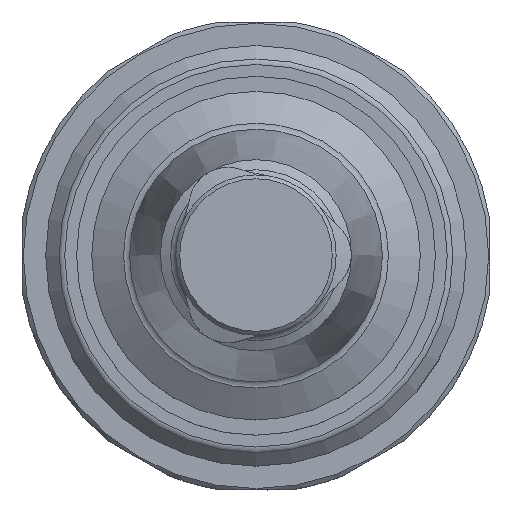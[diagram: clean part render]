
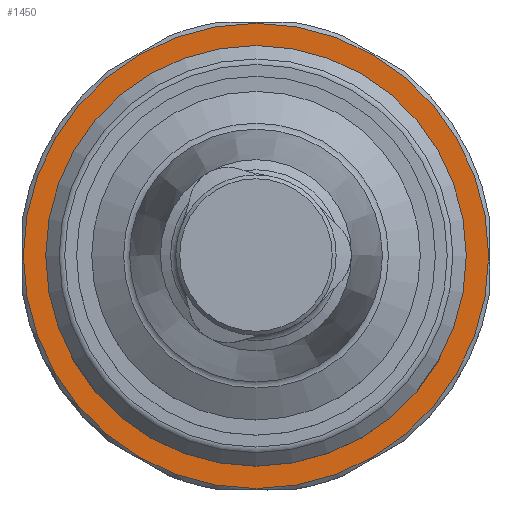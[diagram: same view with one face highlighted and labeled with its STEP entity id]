
A CAD part, top view. The second image highlights one B-rep face of the part: STEP entity #1450.
In plain terms, the highlighted planar face has unit normal (0, 0, 1).
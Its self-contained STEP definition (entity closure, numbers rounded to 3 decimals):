
#219=PLANE('',#1572);
#303=ORIENTED_EDGE('',*,*,#707,.T.);
#304=ORIENTED_EDGE('',*,*,#708,.F.);
#707=EDGE_CURVE('',#913,#913,#1061,.T.);
#708=EDGE_CURVE('',#914,#914,#1062,.T.);
#913=VERTEX_POINT('',#2205);
#914=VERTEX_POINT('',#2208);
#1061=CIRCLE('',#1571,15.65);
#1062=CIRCLE('',#1573,17.7);
#1147=EDGE_LOOP('',(#303));
#1148=EDGE_LOOP('',(#304));
#1287=FACE_BOUND('',#1147,.T.);
#1288=FACE_BOUND('',#1148,.T.);
#1450=ADVANCED_FACE('',(#1287,#1288),#219,.F.);
#1571=AXIS2_PLACEMENT_3D('',#2204,#1773,#1774);
#1572=AXIS2_PLACEMENT_3D('',#2206,#1775,#1776);
#1573=AXIS2_PLACEMENT_3D('',#2207,#1777,#1778);
#1773=DIRECTION('',(0.,0.,-1.));
#1774=DIRECTION('',(1.,0.,0.));
#1775=DIRECTION('',(0.,0.,-1.));
#1776=DIRECTION('',(1.,0.,0.));
#1777=DIRECTION('',(0.,0.,-1.));
#1778=DIRECTION('',(1.,0.,0.));
#2204=CARTESIAN_POINT('',(0.,0.,-10.995));
#2205=CARTESIAN_POINT('',(15.65,0.,-10.995));
#2206=CARTESIAN_POINT('',(15.65,0.,-10.995));
#2207=CARTESIAN_POINT('',(0.,0.,-10.995));
#2208=CARTESIAN_POINT('',(17.7,0.,-10.995));
